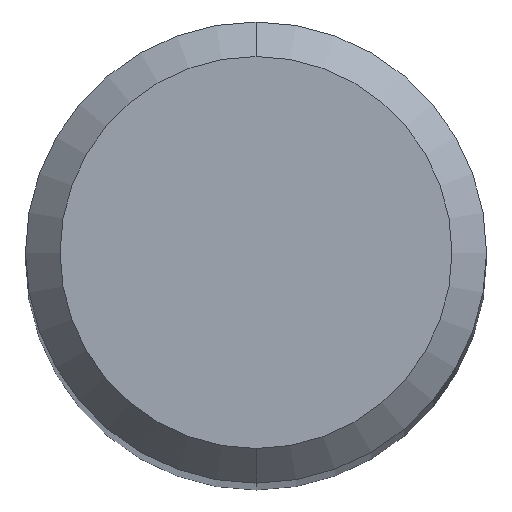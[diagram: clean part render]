
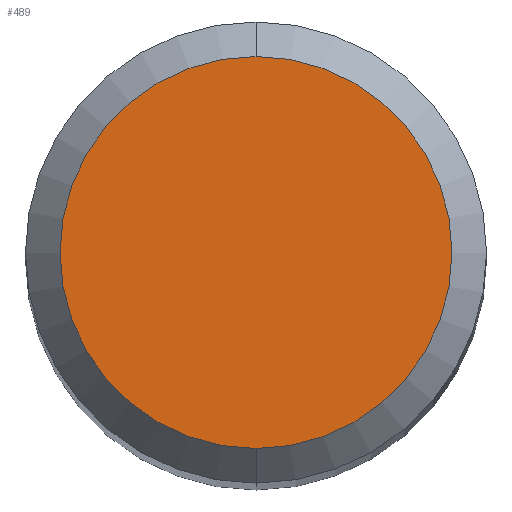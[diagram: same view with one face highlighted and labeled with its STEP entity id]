
A CAD part, top view. The second image highlights one B-rep face of the part: STEP entity #489.
In plain terms, the highlighted planar face has unit normal (0, 0, 1).
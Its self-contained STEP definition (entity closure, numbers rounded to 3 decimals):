
#377=EDGE_CURVE('',#749,#955,#1058,.T.);
#421=EDGE_CURVE('',#955,#749,#1106,.T.);
#489=ADVANCED_FACE('',(#1178),#1179,.T.);
#749=VERTEX_POINT('',#1459);
#955=VERTEX_POINT('',#1689);
#1058=CIRCLE('',#1906,1.7);
#1106=CIRCLE('',#2013,1.7);
#1178=FACE_OUTER_BOUND('',#2230,.T.);
#1179=PLANE('',#2231);
#1459=CARTESIAN_POINT('',(0.0,1.7,0.0));
#1689=CARTESIAN_POINT('',(0.,-1.7,0.0));
#1906=AXIS2_PLACEMENT_3D('',#5270,#5271,#5272);
#2013=AXIS2_PLACEMENT_3D('',#5318,#5319,#5320);
#2230=EDGE_LOOP('',(#5371,#5372));
#2231=AXIS2_PLACEMENT_3D('',#5373,#5374,#5375);
#5270=CARTESIAN_POINT('',(0.0,0.0,0.0));
#5271=DIRECTION('',(0.0,0.0,-1.0));
#5272=DIRECTION('',(0.0,1.0,0.0));
#5318=CARTESIAN_POINT('',(0.0,0.0,0.0));
#5319=DIRECTION('',(0.0,0.0,-1.0));
#5320=DIRECTION('',(0.0,1.0,0.0));
#5371=ORIENTED_EDGE('',*,*,#377,.F.);
#5372=ORIENTED_EDGE('',*,*,#421,.F.);
#5373=CARTESIAN_POINT('',(0.0,0.85,0.0));
#5374=DIRECTION('',(-0.0,0.0,1.0));
#5375=DIRECTION('',(0.0,-1.0,0.0));
